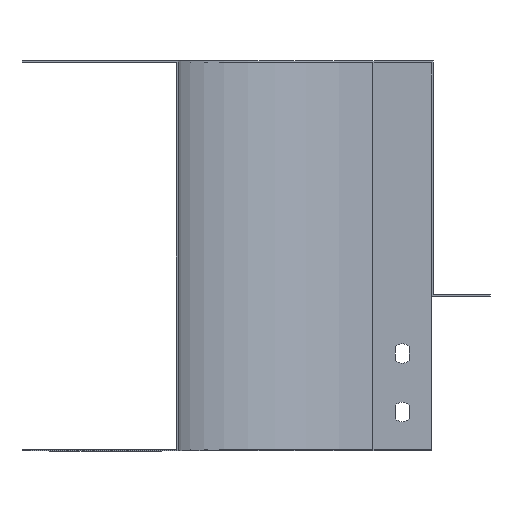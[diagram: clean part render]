
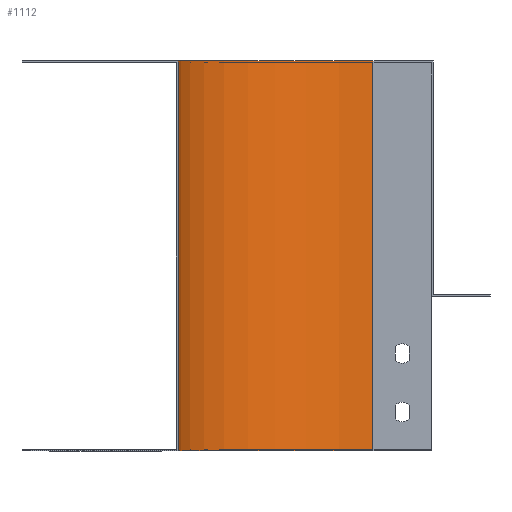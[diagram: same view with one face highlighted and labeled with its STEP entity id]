
A CAD part, left-side view. The second image highlights one B-rep face of the part: STEP entity #1112.
In plain terms, the highlighted cylindrical face has radius 100 mm (diameter 200 mm), a partial arc.
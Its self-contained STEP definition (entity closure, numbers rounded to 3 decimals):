
#46 = AXIS2_PLACEMENT_3D ( 'NONE', #2141, #2142, #2143 ) ;
#53 = AXIS2_PLACEMENT_3D ( 'NONE', #2146, #2147, #2148 ) ;
#329 = LINE ( 'NONE', #2325, #346 ) ;
#346 = VECTOR ( 'NONE', #2338, 1000. ) ;
#385 = AXIS2_PLACEMENT_3D ( 'NONE', #622, #621, #619 ) ;
#619 = DIRECTION ( 'NONE',  ( -1., 0., 0. ) ) ;
#621 = DIRECTION ( 'NONE',  ( 0., 0., -1. ) ) ;
#622 = CARTESIAN_POINT ( 'NONE',  ( -100., 30., 1. ) ) ;
#722 = CARTESIAN_POINT ( 'NONE',  ( -100., 130., 1. ) ) ;
#746 = CARTESIAN_POINT ( 'NONE',  ( 0., 30., -199. ) ) ;
#751 = CARTESIAN_POINT ( 'NONE',  ( 0., 30., 1. ) ) ;
#796 = CARTESIAN_POINT ( 'NONE',  ( -100., 130., -199. ) ) ;
#985 = EDGE_CURVE ( 'NONE', #1177, #1251, #329, .T. ) ;
#1112 = ADVANCED_FACE ( 'NONE', ( #1824 ), #1829, .F. ) ;
#1177 = VERTEX_POINT ( 'NONE', #722 ) ;
#1201 = VERTEX_POINT ( 'NONE', #746 ) ;
#1206 = VERTEX_POINT ( 'NONE', #751 ) ;
#1251 = VERTEX_POINT ( 'NONE', #796 ) ;
#1475 = EDGE_LOOP ( 'NONE', ( #2671, #2670, #2669, #2668 ) ) ;
#1630 = EDGE_CURVE ( 'NONE', #1251, #1201, #1894, .T. ) ;
#1631 = EDGE_CURVE ( 'NONE', #1206, #1201, #1896, .T. ) ;
#1632 = EDGE_CURVE ( 'NONE', #1177, #1206, #1897, .T. ) ;
#1824 = FACE_OUTER_BOUND ( 'NONE', #1475, .T. ) ;
#1829 = CYLINDRICAL_SURFACE ( 'NONE', #385, 100. ) ;
#1894 = CIRCLE ( 'NONE', #46, 100. ) ;
#1896 = LINE ( 'NONE', #2126, #1898 ) ;
#1897 = CIRCLE ( 'NONE', #53, 100. ) ;
#1898 = VECTOR ( 'NONE', #2127, 1000. ) ;
#2126 = CARTESIAN_POINT ( 'NONE',  ( 0., 30., 1. ) ) ;
#2127 = DIRECTION ( 'NONE',  ( 0., 0., -1. ) ) ;
#2141 = CARTESIAN_POINT ( 'NONE',  ( -100., 30., -199. ) ) ;
#2142 = DIRECTION ( 'NONE',  ( 0., 0., -1. ) ) ;
#2143 = DIRECTION ( 'NONE',  ( -1., 0., 0. ) ) ;
#2146 = CARTESIAN_POINT ( 'NONE',  ( -100., 30., 1. ) ) ;
#2147 = DIRECTION ( 'NONE',  ( 0., 0., -1. ) ) ;
#2148 = DIRECTION ( 'NONE',  ( -1., 0., 0. ) ) ;
#2325 = CARTESIAN_POINT ( 'NONE',  ( -100., 130., 1. ) ) ;
#2338 = DIRECTION ( 'NONE',  ( 0., 0., -1. ) ) ;
#2668 = ORIENTED_EDGE ( 'NONE', *, *, #1632, .F. ) ;
#2669 = ORIENTED_EDGE ( 'NONE', *, *, #1631, .F. ) ;
#2670 = ORIENTED_EDGE ( 'NONE', *, *, #1630, .T. ) ;
#2671 = ORIENTED_EDGE ( 'NONE', *, *, #985, .T. ) ;
